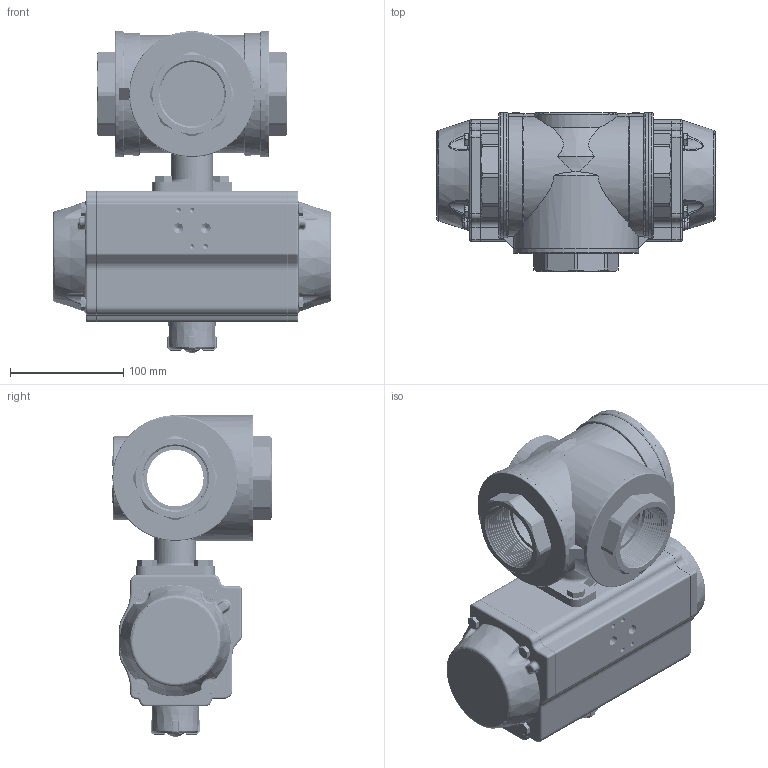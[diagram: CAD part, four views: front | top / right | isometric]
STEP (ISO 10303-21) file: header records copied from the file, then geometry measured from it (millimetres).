
FILE_DESCRIPTION(/* description */ ('Unknown','CAx-IF Rec.Pracs.---Representation and Presentation of Product Manufacturing Information (PMI)---4.0---2014-10-13','CAx-IF Rec.Pracs.---3D Tessellated Geometry---0.4---2014-09-14','2;1'),/* implementation_level */ '2;1');
FILE_NAME(/* name */ 'DW05 0837_0838-09',/* time_stamp */ '2023-10-31T09:50:46+01:00',/* author */ ('Unknown'),/* organization */ ('Unknown'),/* preprocessor_version */ 'ST-DEVELOPER v18.102',/* originating_system */ 'Solid Edge',/* authorisation */ 'Unknown');
FILE_SCHEMA (('AP242_MANAGED_MODEL_BASED_3D_ENGINEERING_MIM_LF { 1 0 10303 442 1 1 4 }'));
Products named in the file (14): DW05 0837_0838-09; 2.330_335.050; 351-09-002; 351-09-005; 351-09-001; DW05_FR04_(DW110_FR81); ____; ________(___________; _____________; ______; hexagon head bolts--product grade c gb_GB_FASTENER_BOLT_HHBC M6X30-N; cup head nib bolts with large head gb_GB_FASTENER_BOLT_CHNBW M6X25-N; KP-88; M8x20
Assembly tree (26 placements, depth 4):
  DW05 0837_0838-09
    2.330_335.050
      351-09-002  x3
      351-09-005
      351-09-001
    DW05_FR04_(DW110_FR81)
      ____
        ________(___________  x2
        _____________  x2
        ______
      hexagon head bolts--product grade c gb_GB_FASTENER_BOLT_HHBC M6X30-N  x8
      cup head nib bolts with large head gb_GB_FASTENER_BOLT_CHNBW M6X25-N
      KP-88
    M8x20  x3
Bounding box: 246 x 140.5 x 283.81 mm (x, y, z)
Volume: 3192364.4 mm3; surface area: 386178.6 mm2
Topology: 23 solids, 23 shells, 2103 faces, 5646 edges, 3649 vertices
Faces by surface type: plane 1057, cylinder 482, bspline 258, cone 179, torus 115, sphere 12
Full cylindrical faces by diameter (mm): 3 x16, 3.3 x10, 4.2 x4, 4.66 x1, 5 x17, 6 x9, 6.2 x1, 6.8 x4, 7 x19, 8 x3, 8.5 x1, 8.8 x2, 9 x3, 16.5 x2, 21 x4, 24 x1, 24.6 x1, 24.8 x1, 25 x1, 35.2 x1, 37 x1, 38.5 x1, 50 x4, 56.656 x33, 63 x4, 75 x3, 101 x18, 102 x3, 111 x3
Entity records: 79223 total; most frequent: CARTESIAN_POINT 39823, ORIENTED_EDGE 8454, DIRECTION 7549, EDGE_CURVE 4227, VERTEX_POINT 2868, AXIS2_PLACEMENT_3D 2703, LINE 2143, VECTOR 2143
